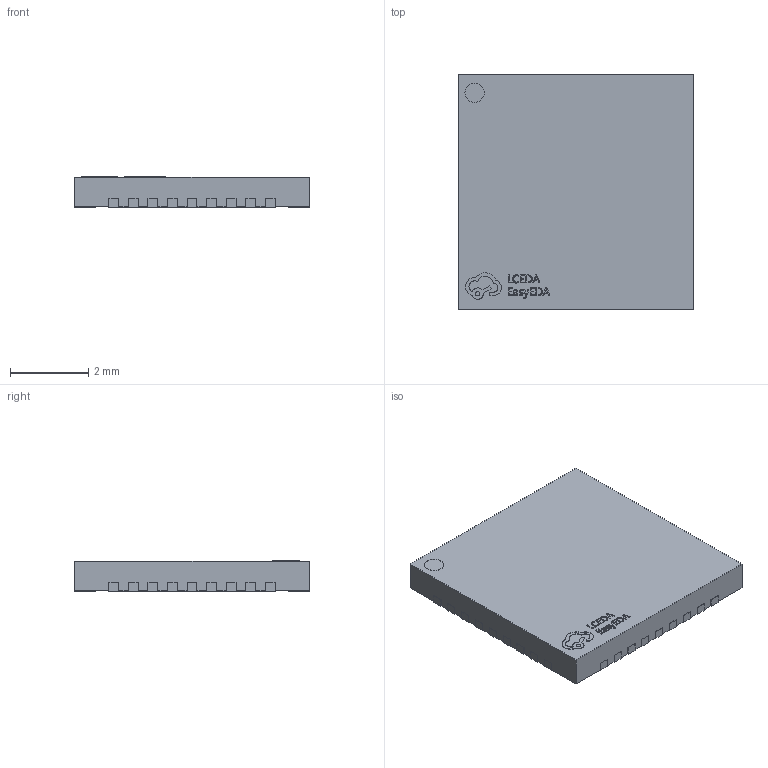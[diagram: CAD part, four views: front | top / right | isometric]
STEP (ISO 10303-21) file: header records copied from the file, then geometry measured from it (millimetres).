
FILE_DESCRIPTION (( 'STEP AP214' ), '1' );
FILE_NAME ('VFQFPN-36_L6.0-W6.0-P0.50-TL-EP3.7.STEP', '2022-08-20T07:11:50', ( '' ), ( '' ), 'SwSTEP 2.0', 'SolidWorks 2020', '' );
FILE_SCHEMA (( 'AUTOMOTIVE_DESIGN' ));
Length unit declared in the file: millimetre
Products named in the file (1): VFQFPN-36_L6.0-W6.0-P0.50-TL-EP3.7
Bounding box: 6.02 x 6.02 x 0.77 mm (x, y, z)
Volume: 27.2 mm3; surface area: 91.2 mm2
Topology: 1 solids, 1 shells, 464 faces, 1323 edges, 882 vertices
Faces by surface type: plane 319, bspline 98, cylinder 47
Entity records: 20631 total; most frequent: CARTESIAN_POINT 3976, ORIENTED_EDGE 2646, DIRECTION 1951, EDGE_CURVE 1323, VECTOR 1029, LINE 1029, VERTEX_POINT 882, EDGE_LOOP 485
